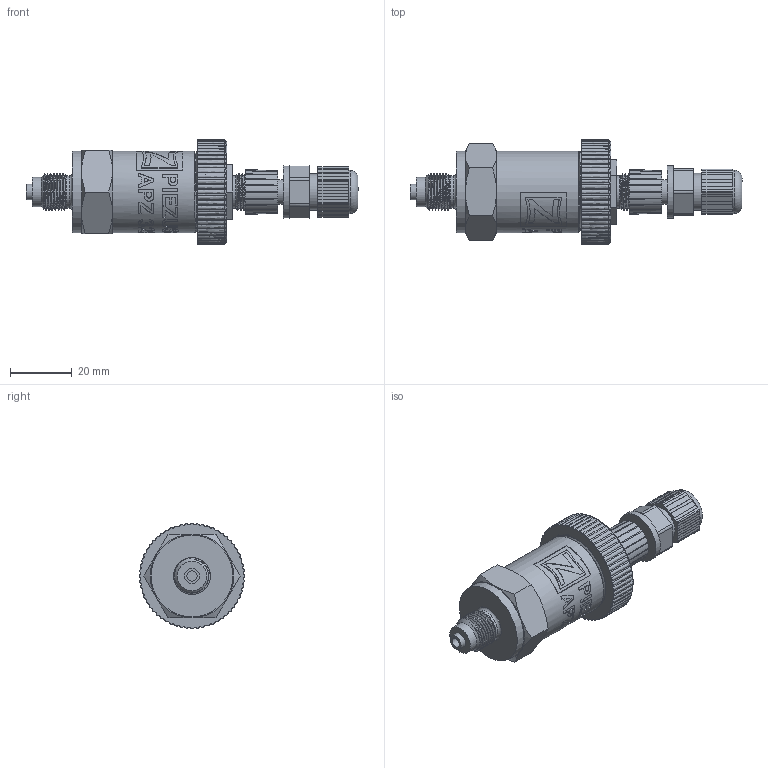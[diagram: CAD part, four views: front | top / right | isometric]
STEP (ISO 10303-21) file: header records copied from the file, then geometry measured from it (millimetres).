
FILE_DESCRIPTION(/* description */ (''),/* implementation_level */ '2;1');
FILE_NAME(/* name */ 'APZ3230_M12x1EN_M12x1-straight.step',/* time_stamp */ '2021-06-24T10:29:31+03:00',/* author */ (''),/* organization */ (''),/* preprocessor_version */ 'ST-DEVELOPER v18.1',/* originating_system */ 'Autodesk Translation Framework v10.9.0.1377',/* authorisation */ '');
FILE_SCHEMA (('AUTOMOTIVE_DESIGN { 1 0 10303 214 3 1 1 }'));
Products named in the file (6): APZ3230_M12x1EN_M12x1-straight; M12x1 EN; OMAL nut M27x1.5 v8; M12x1 male v16; Ш100.000.002 v4; M12x1 female straight v9
Assembly tree (5 placements, depth 2):
  APZ3230_M12x1EN_M12x1-straight
    M12x1 EN
    OMAL nut M27x1.5 v8
    M12x1 male v16
    Ш100.000.002 v4
    M12x1 female straight v9
Bounding box: 107.55 x 34 x 34 mm (x, y, z)
Volume: 40100.9 mm3; surface area: 17728.9 mm2
Topology: 16 solids, 16 shells, 942 faces, 2627 edges, 1758 vertices
Faces by surface type: bspline 474, plane 265, cylinder 148, cone 49, torus 6
Full cylindrical faces by diameter (mm): 1 x12, 1.5 x4, 3.3 x1, 5 x1, 7.3 x1, 8 x3, 8.2 x1, 9.5 x1, 10.293 x1, 10.5 x1, 10.6 x2, 10.741 x12, 11.884 x12, 12 x1, 14 x2, 14.137 x4, 14.526 x3, 15.85 x3, 16.203 x3, 17 x1, 21.4 x2, 22.3 x1, 22.4 x1, 24.5 x1, 25.132 x4, 25.526 x4, 26.5 x5, 27.208 x5
Entity records: 67834 total; most frequent: CARTESIAN_POINT 46558, ORIENTED_EDGE 5254, DIRECTION 2894, EDGE_CURVE 2627, VERTEX_POINT 1758, LINE 1196, VECTOR 1196, B_SPLINE_CURVE_WITH_KNOTS 1036
